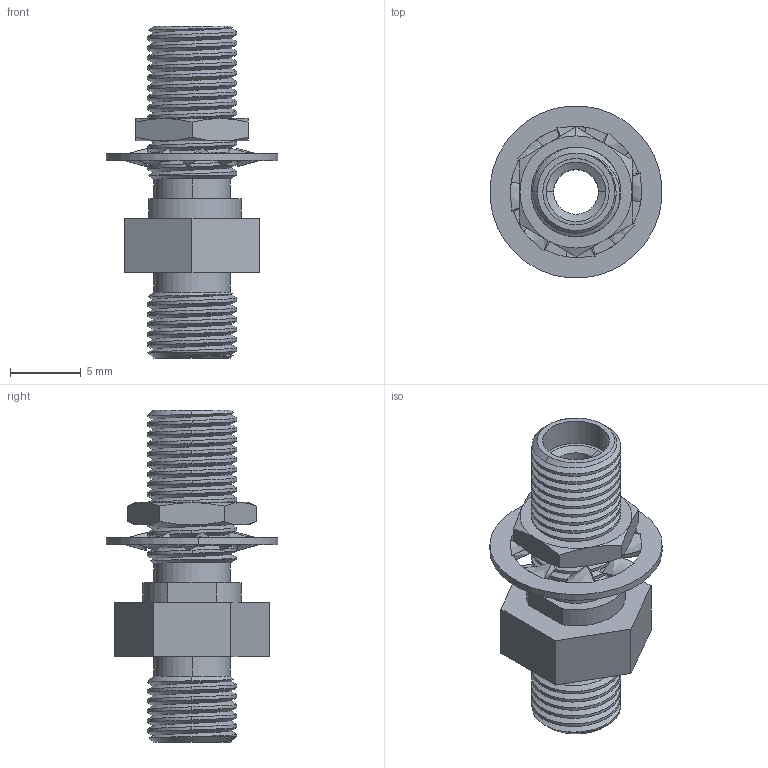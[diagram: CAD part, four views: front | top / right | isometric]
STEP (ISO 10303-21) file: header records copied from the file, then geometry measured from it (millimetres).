
FILE_DESCRIPTION (( 'STEP AP203' ), '1' );
FILE_NAME ('Web Model 90745_90745.step', '2021-08-25T19:28:58', ( '' ), ( '' ), 'SwSTEP 2.0', 'SolidWorks 2018', '' );
FILE_SCHEMA (( 'CONFIG_CONTROL_DESIGN' ));
Length unit declared in the file: centimetre
Products named in the file (1): Web Model 90745_90745
Bounding box: 12.16 x 12.16 x 23.5 mm (x, y, z)
Volume: 709.8 mm3; surface area: 1317.8 mm2
Topology: 1 solids, 1 shells, 177 faces, 514 edges, 343 vertices
Faces by surface type: cylinder 67, plane 39, bspline 36, cone 35
Entity records: 11168 total; most frequent: CARTESIAN_POINT 6943, ORIENTED_EDGE 1028, DIRECTION 636, EDGE_CURVE 514, VERTEX_POINT 343, AXIS2_PLACEMENT_3D 230, B_SPLINE_CURVE_WITH_KNOTS 221, EDGE_LOOP 189
